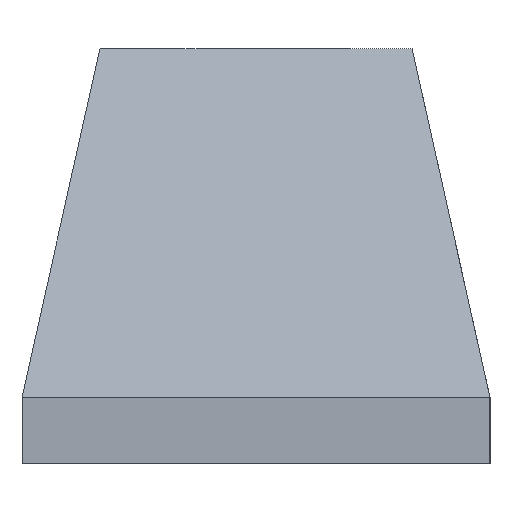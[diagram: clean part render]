
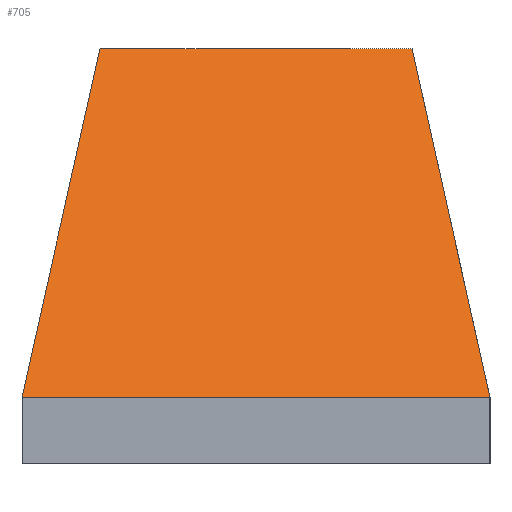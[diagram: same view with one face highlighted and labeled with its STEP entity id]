
A CAD part, left-side view. The second image highlights one B-rep face of the part: STEP entity #705.
In plain terms, the highlighted planar face has unit normal (-0.801, 0, 0.598).
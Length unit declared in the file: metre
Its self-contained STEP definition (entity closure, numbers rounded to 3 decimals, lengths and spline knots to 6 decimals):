
#107=ORIENTED_EDGE('',*,*,#279,.T.);
#108=ORIENTED_EDGE('',*,*,#228,.F.);
#109=ORIENTED_EDGE('',*,*,#290,.F.);
#110=ORIENTED_EDGE('',*,*,#291,.T.);
#228=EDGE_CURVE('',#326,#327,#392,.T.);
#279=EDGE_CURVE('',#369,#327,#436,.T.);
#290=EDGE_CURVE('',#376,#326,#446,.T.);
#291=EDGE_CURVE('',#376,#369,#447,.T.);
#326=VERTEX_POINT('',#995);
#327=VERTEX_POINT('',#997);
#369=VERTEX_POINT('',#1097);
#376=VERTEX_POINT('',#1119);
#392=LINE('',#996,#480);
#436=LINE('',#1096,#524);
#446=LINE('',#1118,#534);
#447=LINE('',#1120,#535);
#480=VECTOR('',#805,1.);
#524=VECTOR('',#877,1.);
#534=VECTOR('',#897,1.);
#535=VECTOR('',#898,1.);
#580=EDGE_LOOP('',(#107,#108,#109,#110));
#628=FACE_BOUND('',#580,.T.);
#670=PLANE('',#765);
#705=ADVANCED_FACE('',(#628),#670,.T.);
#765=AXIS2_PLACEMENT_3D('',#1117,#895,#896);
#805=DIRECTION('',(0.,-1.,0.));
#877=DIRECTION('',(0.589,0.177,0.789));
#895=DIRECTION('',(-0.801,0.,0.598));
#896=DIRECTION('',(0.598,0.,0.801));
#897=DIRECTION('',(0.589,-0.177,0.789));
#898=DIRECTION('',(0.,-1.,0.));
#995=CARTESIAN_POINT('',(-0.0175,0.015,0.0335));
#996=CARTESIAN_POINT('',(-0.0175,0.,0.0335));
#997=CARTESIAN_POINT('',(-0.0175,-0.015,0.0335));
#1096=CARTESIAN_POINT('',(-0.0425,-0.0225,0.));
#1097=CARTESIAN_POINT('',(-0.0425,-0.0225,0.));
#1117=CARTESIAN_POINT('',(-0.027298,0.,0.020371));
#1118=CARTESIAN_POINT('',(-0.0425,0.0225,0.));
#1119=CARTESIAN_POINT('',(-0.0425,0.0225,0.));
#1120=CARTESIAN_POINT('',(-0.0425,0.,0.));
